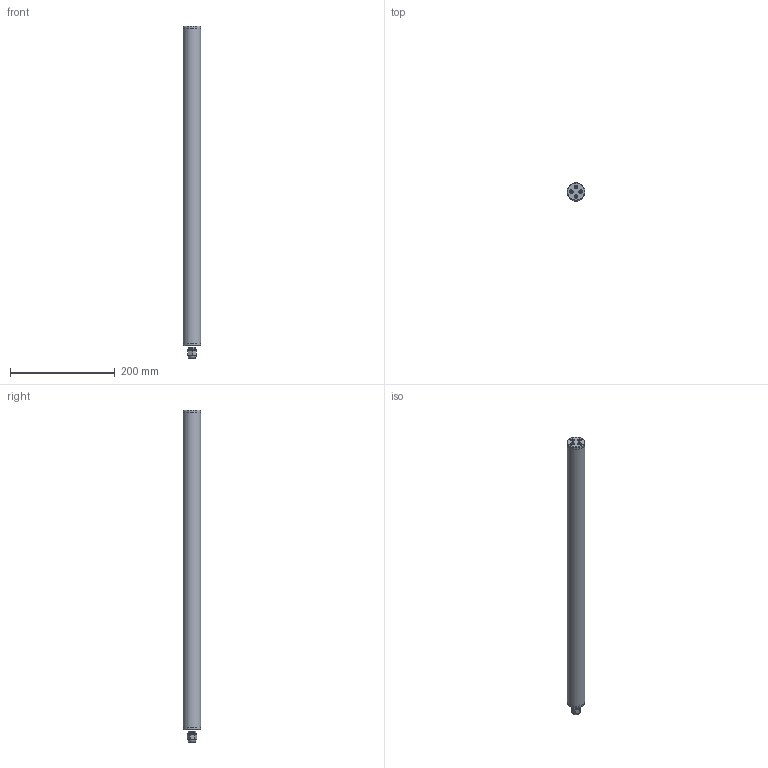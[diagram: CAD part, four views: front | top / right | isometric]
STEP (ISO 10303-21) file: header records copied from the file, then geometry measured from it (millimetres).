
FILE_DESCRIPTION(/* description */ (''),/* implementation_level */ '2;1');
FILE_NAME(/* name */ '106543_LED10-W.stp',/* time_stamp */ '2022-11-30T16:46:22+01:00',/* author */ ('cad'),/* organization */ (''),/* preprocessor_version */ 'ST-DEVELOPER v15.6',/* originating_system */ 'Autodesk Inventor 2015',/* authorisation */ '');
FILE_SCHEMA (('AUTOMOTIVE_DESIGN { 1 0 10303 214 3 1 1 }'));
Length unit declared in the file: millimetre
Products named in the file (1): 106543_LED10-W_Shrinkwrap_1
Bounding box: 34 x 34 x 633 mm (x, y, z)
Surface area: 68322.5 mm2 (no closed solid volume)
Topology: 0 solids, 26 shells, 32 faces, 323 edges, 310 vertices
Faces by surface type: plane 25, cylinder 3, cone 3, bspline 1
Full cylindrical faces by diameter (mm): 34 x3
Entity records: 3115 total; most frequent: CARTESIAN_POINT 722, DIRECTION 520, ORIENTED_EDGE 324, EDGE_CURVE 316, VERTEX_POINT 309, AXIS2_PLACEMENT_3D 191, CIRCLE 159, LINE 138
